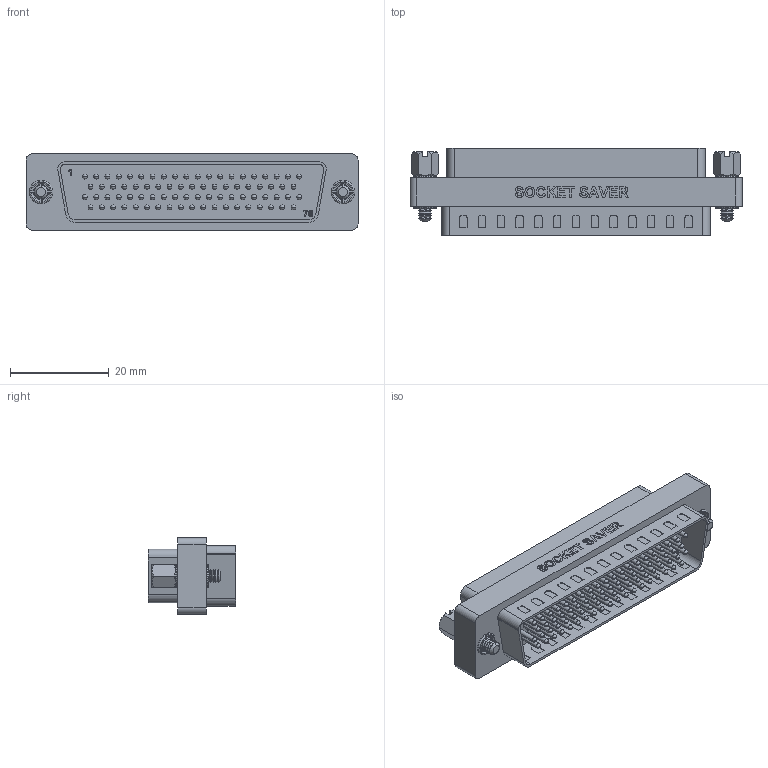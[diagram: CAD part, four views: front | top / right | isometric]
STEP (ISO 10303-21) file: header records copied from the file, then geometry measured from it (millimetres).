
FILE_DESCRIPTION (( 'STEP AP214' ), '1' );
FILE_NAME ('DGBH78MF_3D.step', '2025-09-12T16:50:54', ( '' ), ( '' ), 'SwSTEP 2.0', 'SolidWorks 2022', '' );
FILE_SCHEMA (( 'AUTOMOTIVE_DESIGN' ));
Length unit declared in the file: inch
Products named in the file (5): DGBH78MF-MA1; DGBH78MF_3D; SDH78S_Without Mounting Flange and Solder Cups; SDH78P_Without Mounting Flange and Solder Cups; 3AA05-002
Assembly tree (5 placements, depth 2):
  DGBH78MF_3D
    DGBH78MF-MA1
    SDH78S_Without Mounting Flange and Solder Cups
    SDH78P_Without Mounting Flange and Solder Cups
    3AA05-002  x2
Bounding box: 67.31 x 17.64 x 15.49 mm (x, y, z)
Volume: 9799 mm3; surface area: 10817.7 mm2
Topology: 5 solids, 5 shells, 1380 faces, 3734 edges, 2372 vertices
Faces by surface type: plane 502, cylinder 496, sphere 168, bspline 142, cone 60, torus 12
Entity records: 59683 total; most frequent: CARTESIAN_POINT 15677, ORIENTED_EDGE 6536, DIRECTION 6497, EDGE_CURVE 3268, AXIS2_PLACEMENT_3D 2351, VERTEX_POINT 2131, VECTOR 1795, LINE 1795
